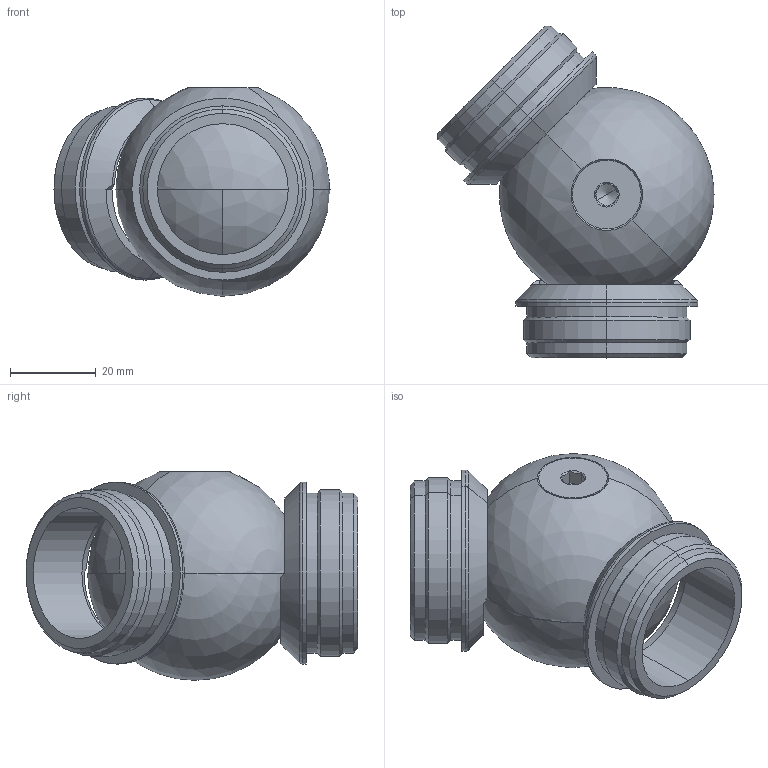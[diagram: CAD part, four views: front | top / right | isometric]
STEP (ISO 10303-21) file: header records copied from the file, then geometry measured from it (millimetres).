
FILE_DESCRIPTION (( 'STEP AP203' ), '1' );
FILE_NAME ('A7_42-55-A.STEP', '2019-01-30T09:24:56', ( '' ), ( '' ), 'SwSTEP 2.0', 'SolidWorks 2018', '' );
FILE_SCHEMA (( 'CONFIG_CONTROL_DESIGN' ));
Length unit declared in the file: millimetre
Products named in the file (8): A7_42-55-A; skrutka DIN 7991_M8x40_A2-70; A7_42-55-A.P2; A7_42-55-A.P1; A7_42-55-A.P4; A7_42-55-A.A1_skupina; A7_42-55-A.P3; A7_42-55-A.A2_skupina
Assembly tree (8 placements, depth 3):
  A7_42-55-A
    A7_42-55-A.A1_skupina
      A7_42-55-A.P1
      A7_42-55-A.P2
      A7_42-55-A.P3
    A7_42-55-A.A2_skupina
      A7_42-55-A.P1
      A7_42-55-A.P4
    skrutka DIN 7991_M8x40_A2-70
Bounding box: 64.35 x 77.35 x 48.64 mm (x, y, z)
Volume: 33229.7 mm3; surface area: 27686.7 mm2
Topology: 6 solids, 6 shells, 113 faces, 254 edges, 148 vertices
Faces by surface type: plane 36, cone 35, cylinder 30, sphere 8, torus 4
Entity records: 3205 total; most frequent: CARTESIAN_POINT 455, DIRECTION 455, ORIENTED_EDGE 354, AXIS2_PLACEMENT_3D 191, EDGE_CURVE 177, VERTEX_POINT 105, EDGE_LOOP 94, CIRCLE 93
